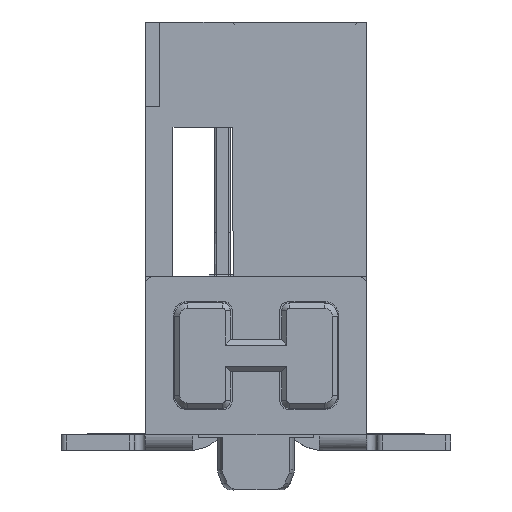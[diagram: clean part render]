
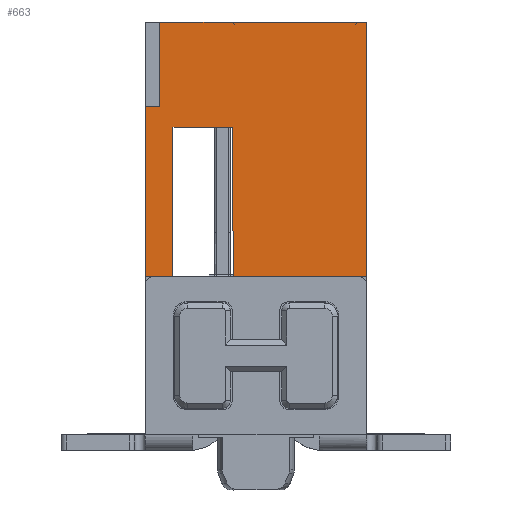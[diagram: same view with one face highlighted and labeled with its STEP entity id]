
A CAD part, left-side view. The second image highlights one B-rep face of the part: STEP entity #663.
In plain terms, the highlighted planar face has unit normal (-1, 0, 0).
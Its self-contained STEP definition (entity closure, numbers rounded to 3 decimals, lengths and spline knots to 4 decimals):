
#611=AXIS2_PLACEMENT_3D('Plane Axis2P3D',#608,#609,#610) ;
#88=CARTESIAN_POINT('Vertex',(1.165,1.6,8.88)) ;
#132=CARTESIAN_POINT('Vertex',(1.165,5.525,8.88)) ;
#135=CARTESIAN_POINT('Line Origine',(1.165,3.5625,8.88)) ;
#324=CARTESIAN_POINT('Line Origine',(1.165,1.6,6.465)) ;
#328=CARTESIAN_POINT('Vertex',(1.165,1.6,4.05)) ;
#520=CARTESIAN_POINT('Vertex',(1.165,5.8,4.05)) ;
#523=CARTESIAN_POINT('Line Origine',(1.165,5.8,5.665)) ;
#527=CARTESIAN_POINT('Vertex',(1.165,5.8,7.28)) ;
#592=CARTESIAN_POINT('Vertex',(1.165,5.525,7.28)) ;
#595=CARTESIAN_POINT('Line Origine',(1.165,5.525,8.08)) ;
#608=CARTESIAN_POINT('Axis2P3D Location',(1.165,6.3861,3.3994)) ;
#613=CARTESIAN_POINT('Line Origine',(1.165,5.6625,7.28)) ;
#618=CARTESIAN_POINT('Line Origine',(1.165,5.5375,4.05)) ;
#622=CARTESIAN_POINT('Vertex',(1.165,5.275,4.05)) ;
#625=CARTESIAN_POINT('Line Origine',(1.165,5.275,5.465)) ;
#629=CARTESIAN_POINT('Vertex',(1.165,5.275,6.88)) ;
#632=CARTESIAN_POINT('Line Origine',(1.165,4.71,6.88)) ;
#636=CARTESIAN_POINT('Vertex',(1.165,4.145,6.88)) ;
#639=CARTESIAN_POINT('Line Origine',(1.165,4.1388,5.465)) ;
#643=CARTESIAN_POINT('Vertex',(1.165,4.1327,4.05)) ;
#646=CARTESIAN_POINT('Line Origine',(1.165,2.8663,4.05)) ;
#136=DIRECTION('Vector Direction',(0.,-1.,0.)) ;
#325=DIRECTION('Vector Direction',(0.,0.,-1.)) ;
#524=DIRECTION('Vector Direction',(0.,0.,-1.)) ;
#596=DIRECTION('Vector Direction',(0.,0.,-1.)) ;
#609=DIRECTION('Axis2P3D Direction',(-1.,0.,0.)) ;
#610=DIRECTION('Axis2P3D XDirection',(0.,-1.,0.)) ;
#614=DIRECTION('Vector Direction',(0.,1.,0.)) ;
#619=DIRECTION('Vector Direction',(0.,-1.,0.)) ;
#626=DIRECTION('Vector Direction',(0.,0.,1.)) ;
#633=DIRECTION('Vector Direction',(0.,-1.,0.)) ;
#640=DIRECTION('Vector Direction',(0.,-0.004,-1.)) ;
#647=DIRECTION('Vector Direction',(0.,-1.,0.)) ;
#137=VECTOR('Line Direction',#136,1.) ;
#326=VECTOR('Line Direction',#325,1.) ;
#525=VECTOR('Line Direction',#524,1.) ;
#597=VECTOR('Line Direction',#596,1.) ;
#615=VECTOR('Line Direction',#614,1.) ;
#620=VECTOR('Line Direction',#619,1.) ;
#627=VECTOR('Line Direction',#626,1.) ;
#634=VECTOR('Line Direction',#633,1.) ;
#641=VECTOR('Line Direction',#640,1.) ;
#648=VECTOR('Line Direction',#647,1.) ;
#652=ORIENTED_EDGE('',*,*,#617,.T.) ;
#653=ORIENTED_EDGE('',*,*,#529,.T.) ;
#654=ORIENTED_EDGE('',*,*,#624,.T.) ;
#655=ORIENTED_EDGE('',*,*,#631,.T.) ;
#656=ORIENTED_EDGE('',*,*,#638,.T.) ;
#657=ORIENTED_EDGE('',*,*,#645,.T.) ;
#658=ORIENTED_EDGE('',*,*,#650,.T.) ;
#659=ORIENTED_EDGE('',*,*,#330,.F.) ;
#660=ORIENTED_EDGE('',*,*,#139,.F.) ;
#661=ORIENTED_EDGE('',*,*,#599,.T.) ;
#663=ADVANCED_FACE('Hauptk\X2\00F6\X0\rper.1',(#662),#612,.T.) ;
#139=EDGE_CURVE('',#133,#89,#138,.T.) ;
#330=EDGE_CURVE('',#89,#329,#327,.T.) ;
#529=EDGE_CURVE('',#528,#521,#526,.T.) ;
#599=EDGE_CURVE('',#133,#593,#598,.T.) ;
#617=EDGE_CURVE('',#593,#528,#616,.T.) ;
#624=EDGE_CURVE('',#521,#623,#621,.T.) ;
#631=EDGE_CURVE('',#623,#630,#628,.T.) ;
#638=EDGE_CURVE('',#630,#637,#635,.T.) ;
#645=EDGE_CURVE('',#637,#644,#642,.T.) ;
#650=EDGE_CURVE('',#644,#329,#649,.T.) ;
#651=EDGE_LOOP('',(#652,#653,#654,#655,#656,#657,#658,#659,#660,#661)) ;
#662=FACE_OUTER_BOUND('',#651,.T.) ;
#138=LINE('Line',#135,#137) ;
#327=LINE('Line',#324,#326) ;
#526=LINE('Line',#523,#525) ;
#598=LINE('Line',#595,#597) ;
#616=LINE('Line',#613,#615) ;
#621=LINE('Line',#618,#620) ;
#628=LINE('Line',#625,#627) ;
#635=LINE('Line',#632,#634) ;
#642=LINE('Line',#639,#641) ;
#649=LINE('Line',#646,#648) ;
#612=PLANE('',#611) ;
#89=VERTEX_POINT('',#88) ;
#133=VERTEX_POINT('',#132) ;
#329=VERTEX_POINT('',#328) ;
#521=VERTEX_POINT('',#520) ;
#528=VERTEX_POINT('',#527) ;
#593=VERTEX_POINT('',#592) ;
#623=VERTEX_POINT('',#622) ;
#630=VERTEX_POINT('',#629) ;
#637=VERTEX_POINT('',#636) ;
#644=VERTEX_POINT('',#643) ;
